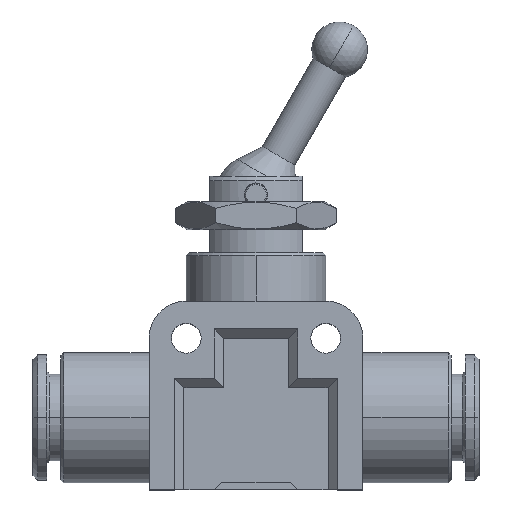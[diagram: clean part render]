
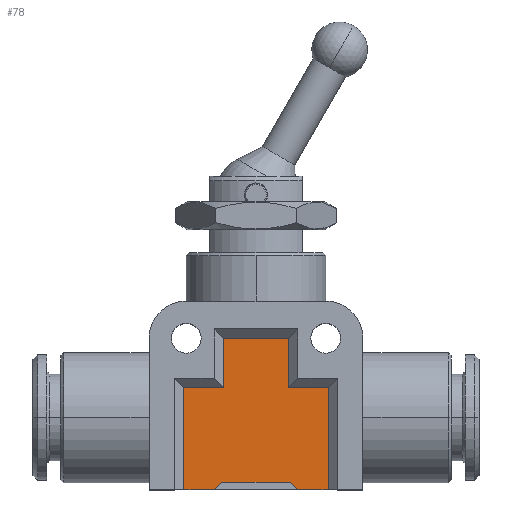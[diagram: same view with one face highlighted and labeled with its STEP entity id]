
A CAD part, top view. The second image highlights one B-rep face of the part: STEP entity #78.
In plain terms, the highlighted planar face has unit normal (0, 0, 1).
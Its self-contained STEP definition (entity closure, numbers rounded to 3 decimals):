
#38 = DIRECTION ( 'NONE',  ( -0.707, 0.707, 0. ) ) ;
#39 = VECTOR ( 'NONE', #38, 1000. ) ;
#40 = CARTESIAN_POINT ( 'NONE',  ( 3.7, 0.8, 6.5 ) ) ;
#41 = LINE ( 'NONE', #40, #39 ) ;
#42 = CARTESIAN_POINT ( 'NONE',  ( -4.5, 0., 6.5 ) ) ;
#47 = CARTESIAN_POINT ( 'NONE',  ( -3.7, 0.8, 6.5 ) ) ;
#60 = ORIENTED_EDGE ( 'NONE', *, *, #122, .T. ) ;
#61 = EDGE_CURVE ( 'NONE', #4616, #105, #1529, .T. ) ;
#72 = ORIENTED_EDGE ( 'NONE', *, *, #61, .T. ) ;
#73 = ORIENTED_EDGE ( 'NONE', *, *, #74, .T. ) ;
#74 = EDGE_CURVE ( 'NONE', #137, #92, #1548, .T. ) ;
#75 = ORIENTED_EDGE ( 'NONE', *, *, #4173, .F. ) ;
#76 = EDGE_LOOP ( 'NONE', ( #77, #125, #129, #75, #127, #128, #115, #88, #72, #121, #73, #60 ) ) ;
#77 = ORIENTED_EDGE ( 'NONE', *, *, #79, .T. ) ;
#78 = ADVANCED_FACE ( 'NONE', ( #1544 ), #1543, .F. ) ;
#79 = EDGE_CURVE ( 'NONE', #80, #4253, #1586, .T. ) ;
#80 = VERTEX_POINT ( 'NONE', #1582 ) ;
#88 = ORIENTED_EDGE ( 'NONE', *, *, #89, .T. ) ;
#89 = EDGE_CURVE ( 'NONE', #116, #4616, #1578, .T. ) ;
#92 = VERTEX_POINT ( 'NONE', #1566 ) ;
#104 = EDGE_CURVE ( 'NONE', #105, #137, #1682, .T. ) ;
#105 = VERTEX_POINT ( 'NONE', #1717 ) ;
#115 = ORIENTED_EDGE ( 'NONE', *, *, #126, .T. ) ;
#116 = VERTEX_POINT ( 'NONE', #1719 ) ;
#121 = ORIENTED_EDGE ( 'NONE', *, *, #104, .T. ) ;
#122 = EDGE_CURVE ( 'NONE', #92, #80, #1666, .T. ) ;
#125 = ORIENTED_EDGE ( 'NONE', *, *, #4684, .T. ) ;
#126 = EDGE_CURVE ( 'NONE', #4629, #116, #1667, .T. ) ;
#127 = ORIENTED_EDGE ( 'NONE', *, *, #4135, .F. ) ;
#128 = ORIENTED_EDGE ( 'NONE', *, *, #4558, .F. ) ;
#129 = ORIENTED_EDGE ( 'NONE', *, *, #4221, .F. ) ;
#137 = VERTEX_POINT ( 'NONE', #1741 ) ;
#901 = DIRECTION ( 'NONE',  ( -1., 0., 0. ) ) ;
#902 = VECTOR ( 'NONE', #901, 1000. ) ;
#903 = CARTESIAN_POINT ( 'NONE',  ( -3.7, 0.8, 6.5 ) ) ;
#904 = LINE ( 'NONE', #903, #902 ) ;
#919 = CARTESIAN_POINT ( 'NONE',  ( 3.7, 0.8, 6.5 ) ) ;
#1028 = CARTESIAN_POINT ( 'NONE',  ( -4.5, 0., 6.5 ) ) ;
#1031 = DIRECTION ( 'NONE',  ( -0.707, -0.707, 0. ) ) ;
#1040 = LINE ( 'NONE', #1028, #1043 ) ;
#1043 = VECTOR ( 'NONE', #1031, 1000. ) ;
#1162 = CARTESIAN_POINT ( 'NONE',  ( -7.75, 0., 6.5 ) ) ;
#1528 = CARTESIAN_POINT ( 'NONE',  ( 3.5, 16.3, 6.5 ) ) ;
#1529 = LINE ( 'NONE', #1528, #1594 ) ;
#1543 = PLANE ( 'NONE',  #1629 ) ;
#1544 = FACE_OUTER_BOUND ( 'NONE', #76, .T. ) ;
#1545 = DIRECTION ( 'NONE',  ( 0., -1., 0. ) ) ;
#1546 = VECTOR ( 'NONE', #1545, 1000. ) ;
#1547 = CARTESIAN_POINT ( 'NONE',  ( -3.5, 11., 6.5 ) ) ;
#1548 = LINE ( 'NONE', #1547, #1546 ) ;
#1566 = CARTESIAN_POINT ( 'NONE',  ( -3.5, 11., 6.5 ) ) ;
#1567 = DIRECTION ( 'NONE',  ( -1., 0., 0. ) ) ;
#1568 = VECTOR ( 'NONE', #1567, 1000. ) ;
#1569 = CARTESIAN_POINT ( 'NONE',  ( 3.5, 11., 6.5 ) ) ;
#1578 = LINE ( 'NONE', #1569, #1568 ) ;
#1582 = CARTESIAN_POINT ( 'NONE',  ( -7.75, 11., 6.5 ) ) ;
#1583 = DIRECTION ( 'NONE',  ( 0., -1., 0. ) ) ;
#1584 = VECTOR ( 'NONE', #1583, 1000. ) ;
#1585 = CARTESIAN_POINT ( 'NONE',  ( -7.75, 0., 6.5 ) ) ;
#1586 = LINE ( 'NONE', #1585, #1584 ) ;
#1593 = DIRECTION ( 'NONE',  ( 0., 1., 0. ) ) ;
#1594 = VECTOR ( 'NONE', #1593, 1000. ) ;
#1626 = DIRECTION ( 'NONE',  ( -1., 0., 0. ) ) ;
#1627 = DIRECTION ( 'NONE',  ( 0., 0., -1. ) ) ;
#1628 = CARTESIAN_POINT ( 'NONE',  ( 7.75, 0., 6.5 ) ) ;
#1629 = AXIS2_PLACEMENT_3D ( 'NONE', #1628, #1627, #1626 ) ;
#1663 = DIRECTION ( 'NONE',  ( -1., 0., 0. ) ) ;
#1664 = VECTOR ( 'NONE', #1663, 1000. ) ;
#1665 = CARTESIAN_POINT ( 'NONE',  ( -7.75, 11., 6.5 ) ) ;
#1666 = LINE ( 'NONE', #1665, #1664 ) ;
#1667 = LINE ( 'NONE', #1715, #1714 ) ;
#1681 = CARTESIAN_POINT ( 'NONE',  ( -3.5, 16.3, 6.5 ) ) ;
#1682 = LINE ( 'NONE', #1681, #1683 ) ;
#1683 = VECTOR ( 'NONE', #1718, 1000. ) ;
#1713 = DIRECTION ( 'NONE',  ( 0., 1., 0. ) ) ;
#1714 = VECTOR ( 'NONE', #1713, 1000. ) ;
#1715 = CARTESIAN_POINT ( 'NONE',  ( 7.75, 11., 6.5 ) ) ;
#1717 = CARTESIAN_POINT ( 'NONE',  ( 3.5, 16.3, 6.5 ) ) ;
#1718 = DIRECTION ( 'NONE',  ( -1., 0., 0. ) ) ;
#1719 = CARTESIAN_POINT ( 'NONE',  ( 7.75, 11., 6.5 ) ) ;
#1741 = CARTESIAN_POINT ( 'NONE',  ( -3.5, 16.3, 6.5 ) ) ;
#2004 = CARTESIAN_POINT ( 'NONE',  ( 4.5, 0., 6.5 ) ) ;
#2218 = LINE ( 'NONE', #2222, #2226 ) ;
#2219 = DIRECTION ( 'NONE',  ( -1., 0., 0. ) ) ;
#2222 = CARTESIAN_POINT ( 'NONE',  ( 4.5, 0., 6.5 ) ) ;
#2226 = VECTOR ( 'NONE', #2219, 1000. ) ;
#2359 = LINE ( 'NONE', #2363, #2362 ) ;
#2361 = DIRECTION ( 'NONE',  ( 1., 0., 0. ) ) ;
#2362 = VECTOR ( 'NONE', #2361, 1000. ) ;
#2363 = CARTESIAN_POINT ( 'NONE',  ( -7.75, 0., 6.5 ) ) ;
#2587 = CARTESIAN_POINT ( 'NONE',  ( 7.75, 0., 6.5 ) ) ;
#2594 = CARTESIAN_POINT ( 'NONE',  ( 3.5, 11., 6.5 ) ) ;
#4124 = VERTEX_POINT ( 'NONE', #47 ) ;
#4127 = VERTEX_POINT ( 'NONE', #42 ) ;
#4135 = EDGE_CURVE ( 'NONE', #4396, #4171, #41, .T. ) ;
#4171 = VERTEX_POINT ( 'NONE', #919 ) ;
#4173 = EDGE_CURVE ( 'NONE', #4171, #4124, #904, .T. ) ;
#4221 = EDGE_CURVE ( 'NONE', #4124, #4127, #1040, .T. ) ;
#4253 = VERTEX_POINT ( 'NONE', #1162 ) ;
#4396 = VERTEX_POINT ( 'NONE', #2004 ) ;
#4558 = EDGE_CURVE ( 'NONE', #4629, #4396, #2218, .T. ) ;
#4616 = VERTEX_POINT ( 'NONE', #2594 ) ;
#4629 = VERTEX_POINT ( 'NONE', #2587 ) ;
#4684 = EDGE_CURVE ( 'NONE', #4253, #4127, #2359, .T. ) ;
